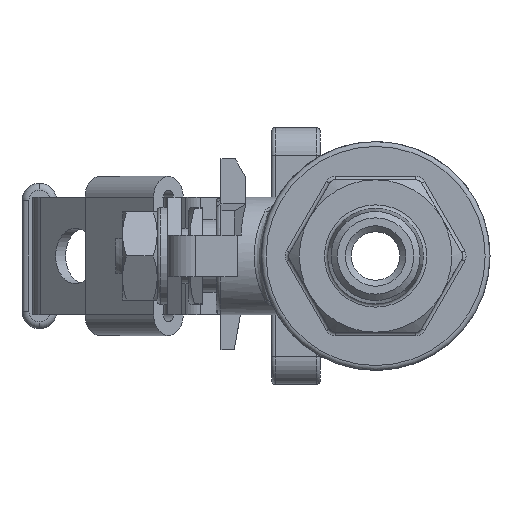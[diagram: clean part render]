
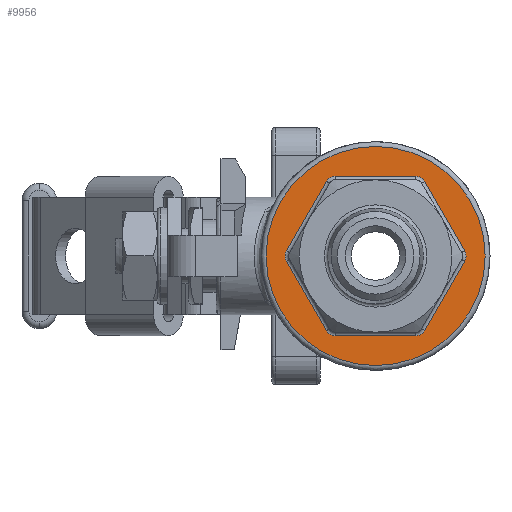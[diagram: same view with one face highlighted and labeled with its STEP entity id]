
A CAD part, left-side view. The second image highlights one B-rep face of the part: STEP entity #9956.
In plain terms, the highlighted planar face has unit normal (-1, 0, 0).
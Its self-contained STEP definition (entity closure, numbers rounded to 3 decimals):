
#4333 = FACE_BOUND ( 'NONE', #11819, .T. ) ;
#4335 = FACE_OUTER_BOUND ( 'NONE', #11821, .T. ) ;
#4336 = PLANE ( 'NONE',  #4663 ) ;
#4345 = CARTESIAN_POINT ( 'NONE',  ( -15., 16.5, 0. ) ) ;
#4346 = DIRECTION ( 'NONE',  ( 1., 0., 0. ) ) ;
#4347 = DIRECTION ( 'NONE',  ( 0., 0., -1. ) ) ;
#4663 = AXIS2_PLACEMENT_3D ( 'NONE', #4345, #4346, #4347 ) ;
#8050 = ORIENTED_EDGE ( 'NONE', *, *, #14095, .T. ) ;
#8051 = ORIENTED_EDGE ( 'NONE', *, *, #14097, .T. ) ;
#8052 = ORIENTED_EDGE ( 'NONE', *, *, #14099, .T. ) ;
#8053 = ORIENTED_EDGE ( 'NONE', *, *, #14102, .T. ) ;
#8054 = ORIENTED_EDGE ( 'NONE', *, *, #14104, .T. ) ;
#8055 = ORIENTED_EDGE ( 'NONE', *, *, #14106, .T. ) ;
#8056 = ORIENTED_EDGE ( 'NONE', *, *, #14109, .T. ) ;
#8057 = ORIENTED_EDGE ( 'NONE', *, *, #14111, .T. ) ;
#8058 = ORIENTED_EDGE ( 'NONE', *, *, #14113, .T. ) ;
#8059 = ORIENTED_EDGE ( 'NONE', *, *, #14116, .T. ) ;
#8060 = ORIENTED_EDGE ( 'NONE', *, *, #14118, .T. ) ;
#8061 = ORIENTED_EDGE ( 'NONE', *, *, #14120, .T. ) ;
#8062 = ORIENTED_EDGE ( 'NONE', *, *, #14123, .T. ) ;
#9956 = ADVANCED_FACE ( 'NONE', ( #4333, #4335 ), #4336, .F. ) ;
#11417 = VERTEX_POINT ( 'NONE', #13874 ) ;
#11446 = VERTEX_POINT ( 'NONE', #13902 ) ;
#11458 = VERTEX_POINT ( 'NONE', #13914 ) ;
#11459 = VERTEX_POINT ( 'NONE', #13916 ) ;
#11461 = VERTEX_POINT ( 'NONE', #13918 ) ;
#11462 = VERTEX_POINT ( 'NONE', #13919 ) ;
#11463 = VERTEX_POINT ( 'NONE', #13921 ) ;
#11465 = VERTEX_POINT ( 'NONE', #13923 ) ;
#11467 = VERTEX_POINT ( 'NONE', #13925 ) ;
#11469 = VERTEX_POINT ( 'NONE', #13926 ) ;
#11470 = VERTEX_POINT ( 'NONE', #13928 ) ;
#11472 = VERTEX_POINT ( 'NONE', #13930 ) ;
#11819 = EDGE_LOOP ( 'NONE', ( #8050, #8051, #8052, #8053, #8054, #8055, #8056, #8057, #8058, #8059, #8060, #8061 ) ) ;
#11821 = EDGE_LOOP ( 'NONE', ( #8062 ) ) ;
#12231 = CIRCLE ( 'NONE', #12252, 1.5 ) ;
#12250 = VECTOR ( 'NONE', #18344, 1000. ) ;
#12252 = AXIS2_PLACEMENT_3D ( 'NONE', #18350, #18352, #18354 ) ;
#12255 = VECTOR ( 'NONE', #18356, 1000. ) ;
#12257 = CIRCLE ( 'NONE', #12261, 1.5 ) ;
#12259 = VECTOR ( 'NONE', #18367, 1000. ) ;
#12261 = AXIS2_PLACEMENT_3D ( 'NONE', #18361, #18363, #18365 ) ;
#12263 = CIRCLE ( 'NONE', #12268, 1.5 ) ;
#12265 = VECTOR ( 'NONE', #18377, 1000. ) ;
#12268 = AXIS2_PLACEMENT_3D ( 'NONE', #18372, #18373, #18374 ) ;
#12270 = CIRCLE ( 'NONE', #12274, 1.5 ) ;
#12272 = VECTOR ( 'NONE', #18388, 1000. ) ;
#12274 = AXIS2_PLACEMENT_3D ( 'NONE', #18383, #18384, #18385 ) ;
#12276 = CIRCLE ( 'NONE', #12281, 1.5 ) ;
#12278 = VECTOR ( 'NONE', #18396, 1000. ) ;
#12281 = AXIS2_PLACEMENT_3D ( 'NONE', #18393, #18394, #18395 ) ;
#12283 = CIRCLE ( 'NONE', #12287, 1.5 ) ;
#12285 = CIRCLE ( 'NONE', #12291, 15.8 ) ;
#12287 = AXIS2_PLACEMENT_3D ( 'NONE', #18402, #18403, #18405 ) ;
#12291 = AXIS2_PLACEMENT_3D ( 'NONE', #18406, #18408, #18410 ) ;
#13874 = CARTESIAN_POINT ( 'NONE',  ( -15., -12.846, 0.75 ) ) ;
#13902 = CARTESIAN_POINT ( 'NONE',  ( -15., -7.073, 10.75 ) ) ;
#13914 = CARTESIAN_POINT ( 'NONE',  ( -15., -12.846, -0.75 ) ) ;
#13916 = CARTESIAN_POINT ( 'NONE',  ( -15., -7.073, -10.75 ) ) ;
#13918 = CARTESIAN_POINT ( 'NONE',  ( -15., -5.774, -11.5 ) ) ;
#13919 = CARTESIAN_POINT ( 'NONE',  ( -15., 5.774, -11.5 ) ) ;
#13921 = CARTESIAN_POINT ( 'NONE',  ( -15., 7.073, -10.75 ) ) ;
#13923 = CARTESIAN_POINT ( 'NONE',  ( -15., 12.846, -0.75 ) ) ;
#13925 = CARTESIAN_POINT ( 'NONE',  ( -15., 12.846, 0.75 ) ) ;
#13926 = CARTESIAN_POINT ( 'NONE',  ( -15., 7.073, 10.75 ) ) ;
#13928 = CARTESIAN_POINT ( 'NONE',  ( -15., 5.774, 11.5 ) ) ;
#13930 = CARTESIAN_POINT ( 'NONE',  ( -15., -5.774, 11.5 ) ) ;
#14095 = EDGE_CURVE ( 'NONE', #11446, #11417, #18321, .T. ) ;
#14097 = EDGE_CURVE ( 'NONE', #11417, #11458, #12231, .T. ) ;
#14099 = EDGE_CURVE ( 'NONE', #11458, #11459, #18337, .T. ) ;
#14102 = EDGE_CURVE ( 'NONE', #11459, #11461, #12257, .T. ) ;
#14104 = EDGE_CURVE ( 'NONE', #11461, #11462, #18346, .T. ) ;
#14106 = EDGE_CURVE ( 'NONE', #11462, #11463, #12263, .T. ) ;
#14109 = EDGE_CURVE ( 'NONE', #11463, #11465, #18357, .T. ) ;
#14111 = EDGE_CURVE ( 'NONE', #11465, #11467, #12270, .T. ) ;
#14113 = EDGE_CURVE ( 'NONE', #11467, #11469, #18369, .T. ) ;
#14116 = EDGE_CURVE ( 'NONE', #11469, #11470, #12276, .T. ) ;
#14118 = EDGE_CURVE ( 'NONE', #11470, #11472, #18380, .T. ) ;
#14120 = EDGE_CURVE ( 'NONE', #11472, #11446, #12283, .T. ) ;
#14123 = EDGE_CURVE ( 'NONE', #20838, #20838, #12285, .T. ) ;
#18321 = LINE ( 'NONE', #18343, #12250 ) ;
#18329 = CARTESIAN_POINT ( 'NONE',  ( -15., -5.834, -12.895 ) ) ;
#18337 = LINE ( 'NONE', #18329, #12255 ) ;
#18343 = CARTESIAN_POINT ( 'NONE',  ( -15., -5.834, 12.895 ) ) ;
#18344 = DIRECTION ( 'NONE',  ( 0., -0.5, -0.866 ) ) ;
#18346 = LINE ( 'NONE', #18348, #12259 ) ;
#18348 = CARTESIAN_POINT ( 'NONE',  ( -15., 16.5, -11.5 ) ) ;
#18350 = CARTESIAN_POINT ( 'NONE',  ( -15., -11.547, 0. ) ) ;
#18352 = DIRECTION ( 'NONE',  ( 1., 0., 0. ) ) ;
#18354 = DIRECTION ( 'NONE',  ( 0., 0., -1. ) ) ;
#18356 = DIRECTION ( 'NONE',  ( 0., 0.5, -0.866 ) ) ;
#18357 = LINE ( 'NONE', #18359, #12265 ) ;
#18359 = CARTESIAN_POINT ( 'NONE',  ( -15., 14.084, 1.395 ) ) ;
#18361 = CARTESIAN_POINT ( 'NONE',  ( -15., -5.774, -10. ) ) ;
#18363 = DIRECTION ( 'NONE',  ( 1., 0., 0. ) ) ;
#18365 = DIRECTION ( 'NONE',  ( 0., 0., -1. ) ) ;
#18367 = DIRECTION ( 'NONE',  ( 0., 1., 0. ) ) ;
#18369 = LINE ( 'NONE', #18370, #12272 ) ;
#18370 = CARTESIAN_POINT ( 'NONE',  ( -15., 14.084, -1.395 ) ) ;
#18372 = CARTESIAN_POINT ( 'NONE',  ( -15., 5.774, -10. ) ) ;
#18373 = DIRECTION ( 'NONE',  ( 1., 0., 0. ) ) ;
#18374 = DIRECTION ( 'NONE',  ( 0., 0., -1. ) ) ;
#18377 = DIRECTION ( 'NONE',  ( 0., 0.5, 0.866 ) ) ;
#18380 = LINE ( 'NONE', #18382, #12278 ) ;
#18382 = CARTESIAN_POINT ( 'NONE',  ( -15., 16.5, 11.5 ) ) ;
#18383 = CARTESIAN_POINT ( 'NONE',  ( -15., 11.547, 0. ) ) ;
#18384 = DIRECTION ( 'NONE',  ( 1., 0., 0. ) ) ;
#18385 = DIRECTION ( 'NONE',  ( 0., 0., -1. ) ) ;
#18388 = DIRECTION ( 'NONE',  ( 0., -0.5, 0.866 ) ) ;
#18393 = CARTESIAN_POINT ( 'NONE',  ( -15., 5.774, 10. ) ) ;
#18394 = DIRECTION ( 'NONE',  ( 1., 0., 0. ) ) ;
#18395 = DIRECTION ( 'NONE',  ( 0., 0., -1. ) ) ;
#18396 = DIRECTION ( 'NONE',  ( 0., -1., 0. ) ) ;
#18402 = CARTESIAN_POINT ( 'NONE',  ( -15., -5.774, 10. ) ) ;
#18403 = DIRECTION ( 'NONE',  ( 1., 0., 0. ) ) ;
#18405 = DIRECTION ( 'NONE',  ( 0., 0., -1. ) ) ;
#18406 = CARTESIAN_POINT ( 'NONE',  ( -15., 0., 0. ) ) ;
#18408 = DIRECTION ( 'NONE',  ( -1., 0., 0. ) ) ;
#18410 = DIRECTION ( 'NONE',  ( 0., 0., -1. ) ) ;
#20838 = VERTEX_POINT ( 'NONE', #20841 ) ;
#20841 = CARTESIAN_POINT ( 'NONE',  ( -15., 0., -15.8 ) ) ;
